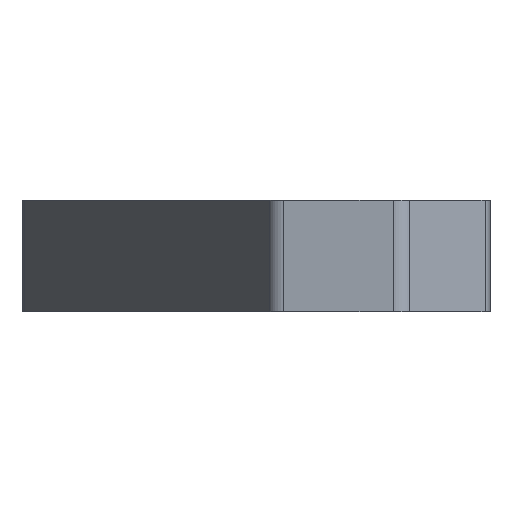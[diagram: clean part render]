
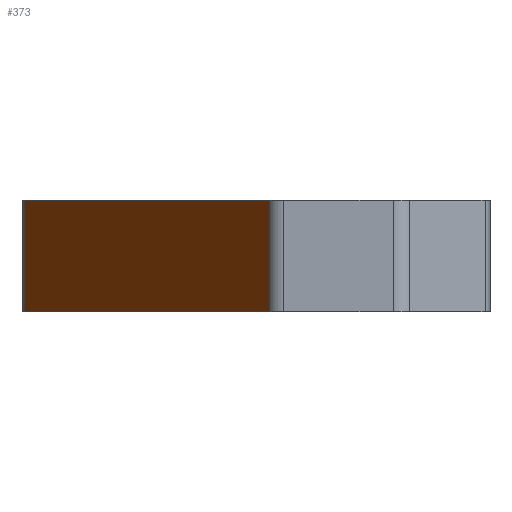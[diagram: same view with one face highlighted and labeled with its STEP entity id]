
A CAD part, left-side view. The second image highlights one B-rep face of the part: STEP entity #373.
In plain terms, the highlighted free-form (B-spline) face has degree [1, 1] with [2, 2] control points.
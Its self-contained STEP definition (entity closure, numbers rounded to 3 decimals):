
#344 = VERTEX_POINT('',#345);
#345 = CARTESIAN_POINT('',(215.437,202.279,
    -1.961));
#351 = EDGE_CURVE('',#352,#344,#354,.T.);
#352 = VERTEX_POINT('',#353);
#353 = CARTESIAN_POINT('',(215.437,202.279,1.961
    ));
#354 = B_SPLINE_CURVE_WITH_KNOTS('',3,(#355,#356,#357,#358),
  .UNSPECIFIED.,.F.,.F.,(4,4),(0.,1.),.PIECEWISE_BEZIER_KNOTS.);
#355 = CARTESIAN_POINT('',(215.437,202.279,
    1.961));
#356 = CARTESIAN_POINT('',(215.437,202.279,
    0.654));
#357 = CARTESIAN_POINT('',(215.437,202.279,
    -0.654));
#358 = CARTESIAN_POINT('',(215.437,202.279,
    -1.961));
#373 = ADVANCED_FACE('',(#374),#398,.F.);
#374 = FACE_BOUND('',#375,.T.);
#375 = EDGE_LOOP('',(#376,#383,#392,#397));
#376 = ORIENTED_EDGE('',*,*,#377,.T.);
#377 = EDGE_CURVE('',#344,#378,#380,.T.);
#378 = VERTEX_POINT('',#379);
#379 = CARTESIAN_POINT('',(198.51,193.654,
    -1.961));
#380 = B_SPLINE_CURVE_WITH_KNOTS('',1,(#381,#382),.UNSPECIFIED.,.F.,.F.,
  (2,2),(0.,14.533),.PIECEWISE_BEZIER_KNOTS.);
#381 = CARTESIAN_POINT('',(215.437,202.279,
    -1.961));
#382 = CARTESIAN_POINT('',(198.51,193.654,
    -1.961));
#383 = ORIENTED_EDGE('',*,*,#384,.F.);
#384 = EDGE_CURVE('',#385,#378,#387,.T.);
#385 = VERTEX_POINT('',#386);
#386 = CARTESIAN_POINT('',(198.51,193.654,
    1.961));
#387 = B_SPLINE_CURVE_WITH_KNOTS('',3,(#388,#389,#390,#391),
  .UNSPECIFIED.,.F.,.F.,(4,4),(0.,1.),.PIECEWISE_BEZIER_KNOTS.);
#388 = CARTESIAN_POINT('',(198.51,193.654,
    1.961));
#389 = CARTESIAN_POINT('',(198.51,193.654,
    0.654));
#390 = CARTESIAN_POINT('',(198.51,193.654,
    -0.654));
#391 = CARTESIAN_POINT('',(198.51,193.654,
    -1.961));
#392 = ORIENTED_EDGE('',*,*,#393,.F.);
#393 = EDGE_CURVE('',#352,#385,#394,.T.);
#394 = B_SPLINE_CURVE_WITH_KNOTS('',1,(#395,#396),.UNSPECIFIED.,.F.,.F.,
  (2,2),(0.,14.533),.PIECEWISE_BEZIER_KNOTS.);
#395 = CARTESIAN_POINT('',(215.437,202.279,
    1.961));
#396 = CARTESIAN_POINT('',(198.51,193.654,
    1.961));
#397 = ORIENTED_EDGE('',*,*,#351,.T.);
#398 = B_SPLINE_SURFACE_WITH_KNOTS('',1,1,(
    (#399,#400)
    ,(#401,#402
    )),.UNSPECIFIED.,.F.,.F.,.F.,(2,2),(2,2),(-14.533,
    0.),(-3.,0.),.PIECEWISE_BEZIER_KNOTS.);
#399 = CARTESIAN_POINT('',(198.51,193.654,
    -1.961));
#400 = CARTESIAN_POINT('',(198.51,193.654,
    1.961));
#401 = CARTESIAN_POINT('',(215.437,202.279,
    -1.961));
#402 = CARTESIAN_POINT('',(215.437,202.279,
    1.961));
